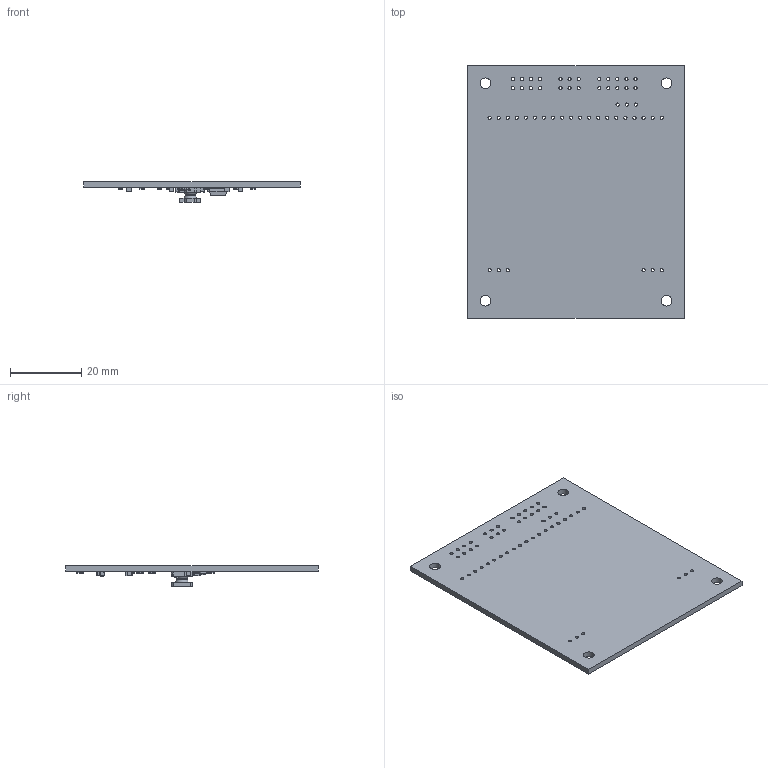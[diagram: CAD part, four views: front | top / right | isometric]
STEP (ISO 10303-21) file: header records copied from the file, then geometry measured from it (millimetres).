
FILE_DESCRIPTION(('KiCad electronic assembly'),'2;1');
FILE_NAME('OLED01A.step','2022-05-16T11:07:19',('Pcbnew'),('Kicad'), 'Open CASCADE STEP processor 7.5','KiCad to STEP converter','Unknown' );
FILE_SCHEMA(('AUTOMOTIVE_DESIGN { 1 0 10303 214 1 1 1 1 }'));
Length unit declared in the file: millimetre
Products named in the file (14): OLED01A 1; L_Bourns_SRN6045TA; SHELL; R_0805_2012Metric; SOLID; TSOT-23-6; D_MiniMELF; C_0805_2012Metric; D_SMA; tmpwsat2ja_ PCB
Assembly tree (31 placements, depth 3):
  OLED01A 1
    L_Bourns_SRN6045TA
      SHELL
    R_0805_2012Metric  x14
      SOLID
    TSOT-23-6
      SOLID
    D_MiniMELF
      SOLID
    C_0805_2012Metric  x6
      SOLID
    D_SMA
      SOLID
    tmpwsat2ja_ PCB
Bounding box: 60.76 x 70.92 x 5.85 mm (x, y, z)
Volume: 6863.6 mm3; surface area: 9690.5 mm2
Topology: 24 solids, 25 shells, 833 faces, 2173 edges, 1405 vertices
Faces by surface type: bspline 770, cylinder 57, plane 6
Full cylindrical faces by diameter (mm): 0.889 x53, 3 x4
Entity records: 24027 total; most frequent: CARTESIAN_POINT 8053, B_SPLINE_CURVE_WITH_KNOTS 1954, ORIENTED_EDGE 1854, PCURVE 1854, DEFINITIONAL_REPRESENTATION 1854, EDGE_CURVE 928, SURFACE_CURVE 861, DIRECTION 853
